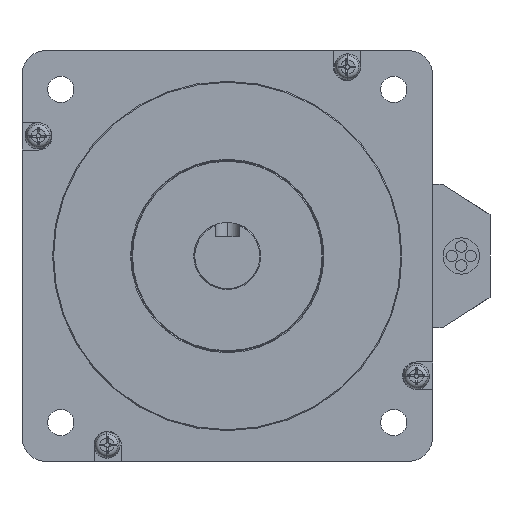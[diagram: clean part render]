
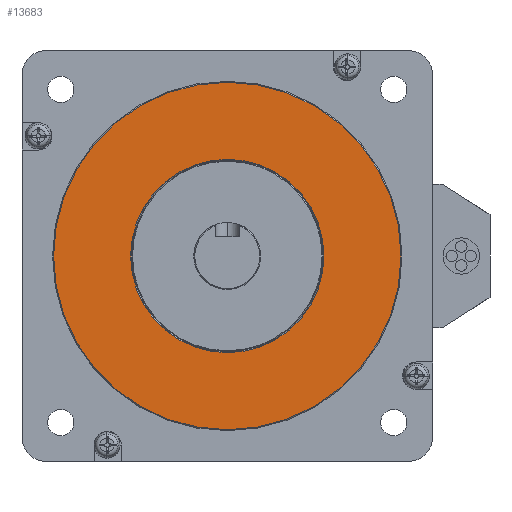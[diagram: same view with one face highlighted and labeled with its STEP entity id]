
A CAD part, left-side view. The second image highlights one B-rep face of the part: STEP entity #13683.
In plain terms, the highlighted planar face has unit normal (-1, 0, 0).
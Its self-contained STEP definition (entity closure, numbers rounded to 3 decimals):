
#145 = DIRECTION ( 'NONE',  ( 0., 0., 1. ) ) ;
#196 = EDGE_LOOP ( 'NONE', ( #1581, #2315 ) ) ;
#1056 = FACE_OUTER_BOUND ( 'NONE', #9761, .T. ) ;
#1152 = VERTEX_POINT ( 'NONE', #14008 ) ;
#1403 = ORIENTED_EDGE ( 'NONE', *, *, #12453, .T. ) ;
#1409 = DIRECTION ( 'NONE',  ( -1., 0., 0. ) ) ;
#1581 = ORIENTED_EDGE ( 'NONE', *, *, #13731, .F. ) ;
#2315 = ORIENTED_EDGE ( 'NONE', *, *, #13867, .F. ) ;
#3056 = CARTESIAN_POINT ( 'NONE',  ( -1.5, -36.3, 0. ) ) ;
#3628 = DIRECTION ( 'NONE',  ( -1., 0., 0. ) ) ;
#3742 = VERTEX_POINT ( 'NONE', #3056 ) ;
#3767 = VERTEX_POINT ( 'NONE', #8826 ) ;
#4296 = CARTESIAN_POINT ( 'NONE',  ( -1.5, 0., 0. ) ) ;
#4633 = FACE_BOUND ( 'NONE', #196, .T. ) ;
#4659 = CIRCLE ( 'NONE', #13602, 36.3 ) ;
#5005 = ORIENTED_EDGE ( 'NONE', *, *, #13144, .T. ) ;
#5479 = AXIS2_PLACEMENT_3D ( 'NONE', #6555, #3628, #16582 ) ;
#5647 = DIRECTION ( 'NONE',  ( -1., 0., 0. ) ) ;
#5731 = DIRECTION ( 'NONE',  ( -1., 0., 0. ) ) ;
#6555 = CARTESIAN_POINT ( 'NONE',  ( -1.5, 0., 0. ) ) ;
#7270 = CARTESIAN_POINT ( 'NONE',  ( -1.5, 36.5, 0. ) ) ;
#7996 = AXIS2_PLACEMENT_3D ( 'NONE', #7270, #1409, #17339 ) ;
#8617 = AXIS2_PLACEMENT_3D ( 'NONE', #11770, #10375, #16132 ) ;
#8826 = CARTESIAN_POINT ( 'NONE',  ( -1.5, 0., 20.2 ) ) ;
#9761 = EDGE_LOOP ( 'NONE', ( #5005, #1403 ) ) ;
#10096 = CIRCLE ( 'NONE', #5479, 36.3 ) ;
#10375 = DIRECTION ( 'NONE',  ( -1., 0., 0. ) ) ;
#10754 = VERTEX_POINT ( 'NONE', #11910 ) ;
#11770 = CARTESIAN_POINT ( 'NONE',  ( -1.5, 0., 0. ) ) ;
#11910 = CARTESIAN_POINT ( 'NONE',  ( -1.5, 0., -20.2 ) ) ;
#12453 = EDGE_CURVE ( 'NONE', #3742, #1152, #10096, .T. ) ;
#13024 = DIRECTION ( 'NONE',  ( 0., -1., 0. ) ) ;
#13144 = EDGE_CURVE ( 'NONE', #1152, #3742, #4659, .T. ) ;
#13602 = AXIS2_PLACEMENT_3D ( 'NONE', #4296, #5731, #13024 ) ;
#13683 = ADVANCED_FACE ( 'NONE', ( #1056, #4633 ), #14393, .T. ) ;
#13731 = EDGE_CURVE ( 'NONE', #3767, #10754, #15725, .T. ) ;
#13867 = EDGE_CURVE ( 'NONE', #10754, #3767, #13915, .T. ) ;
#13915 = CIRCLE ( 'NONE', #8617, 20.2 ) ;
#14008 = CARTESIAN_POINT ( 'NONE',  ( -1.5, 36.3, 0. ) ) ;
#14393 = PLANE ( 'NONE',  #7996 ) ;
#14561 = CARTESIAN_POINT ( 'NONE',  ( -1.5, 0., 0. ) ) ;
#15178 = AXIS2_PLACEMENT_3D ( 'NONE', #14561, #5647, #145 ) ;
#15725 = CIRCLE ( 'NONE', #15178, 20.2 ) ;
#16132 = DIRECTION ( 'NONE',  ( 0., 0., 1. ) ) ;
#16582 = DIRECTION ( 'NONE',  ( 0., -1., 0. ) ) ;
#17339 = DIRECTION ( 'NONE',  ( 0., -1., 0. ) ) ;
